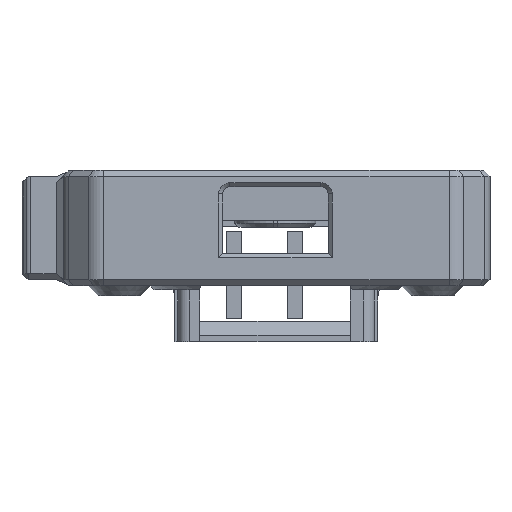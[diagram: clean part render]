
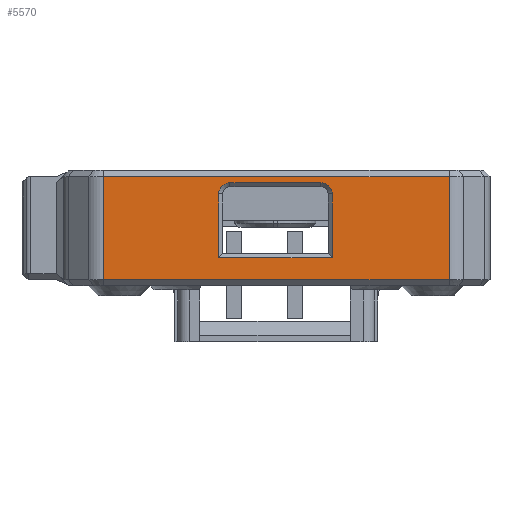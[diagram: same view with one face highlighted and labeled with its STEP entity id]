
A CAD part, left-side view. The second image highlights one B-rep face of the part: STEP entity #5570.
In plain terms, the highlighted planar face has unit normal (-1, 0, 0).
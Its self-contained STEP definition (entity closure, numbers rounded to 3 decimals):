
#64=FACE_BOUND('',#1877,.T.);
#153=B_SPLINE_CURVE_WITH_KNOTS('',3,(#9233,#9234,#9235,#9236,#9237),
 .UNSPECIFIED.,.F.,.F.,(4,1,4),(0.,0.048,0.111),
 .UNSPECIFIED.);
#155=B_SPLINE_CURVE_WITH_KNOTS('',3,(#9273,#9274,#9275,#9276,#9277),
 .UNSPECIFIED.,.F.,.F.,(4,1,4),(0.,0.064,0.111),
 .UNSPECIFIED.);
#480=LINE('',#9195,#1059);
#485=LINE('',#9203,#1064);
#488=LINE('',#9242,#1067);
#491=LINE('',#9279,#1070);
#496=LINE('',#9308,#1075);
#497=LINE('',#9310,#1076);
#498=LINE('',#9312,#1077);
#499=LINE('',#9313,#1078);
#1059=VECTOR('',#6966,10.);
#1064=VECTOR('',#6973,10.);
#1067=VECTOR('',#6978,10.);
#1070=VECTOR('',#6983,10.);
#1075=VECTOR('',#6992,10.);
#1076=VECTOR('',#6993,10.);
#1077=VECTOR('',#6994,10.);
#1078=VECTOR('',#6995,10.);
#1533=FACE_OUTER_BOUND('',#1876,.T.);
#1876=EDGE_LOOP('',(#4332,#4333,#4334,#4335));
#1877=EDGE_LOOP('',(#4336,#4337,#4338,#4339,#4340,#4341));
#2532=VERTEX_POINT('',#9193);
#2533=VERTEX_POINT('',#9194);
#2535=VERTEX_POINT('',#9201);
#2537=VERTEX_POINT('',#9231);
#2539=VERTEX_POINT('',#9240);
#2541=VERTEX_POINT('',#9271);
#2544=VERTEX_POINT('',#9306);
#2545=VERTEX_POINT('',#9307);
#2546=VERTEX_POINT('',#9309);
#2547=VERTEX_POINT('',#9311);
#3174=EDGE_CURVE('',#2532,#2533,#480,.T.);
#3179=EDGE_CURVE('',#2535,#2532,#485,.T.);
#3182=EDGE_CURVE('',#2537,#2535,#153,.T.);
#3184=EDGE_CURVE('',#2539,#2537,#488,.T.);
#3188=EDGE_CURVE('',#2541,#2539,#155,.T.);
#3189=EDGE_CURVE('',#2533,#2541,#491,.T.);
#3195=EDGE_CURVE('',#2544,#2545,#496,.T.);
#3196=EDGE_CURVE('',#2544,#2546,#497,.T.);
#3197=EDGE_CURVE('',#2547,#2546,#498,.T.);
#3198=EDGE_CURVE('',#2545,#2547,#499,.T.);
#4332=ORIENTED_EDGE('',*,*,#3195,.F.);
#4333=ORIENTED_EDGE('',*,*,#3196,.T.);
#4334=ORIENTED_EDGE('',*,*,#3197,.F.);
#4335=ORIENTED_EDGE('',*,*,#3198,.F.);
#4336=ORIENTED_EDGE('',*,*,#3174,.F.);
#4337=ORIENTED_EDGE('',*,*,#3179,.F.);
#4338=ORIENTED_EDGE('',*,*,#3182,.F.);
#4339=ORIENTED_EDGE('',*,*,#3184,.F.);
#4340=ORIENTED_EDGE('',*,*,#3188,.F.);
#4341=ORIENTED_EDGE('',*,*,#3189,.F.);
#5299=PLANE('',#5986);
#5570=ADVANCED_FACE('',(#1533,#64),#5299,.T.);
#5986=AXIS2_PLACEMENT_3D('',#9305,#6990,#6991);
#6966=DIRECTION('',(0.,-1.,0.));
#6973=DIRECTION('',(0.,0.,-1.));
#6978=DIRECTION('',(0.,1.,0.));
#6983=DIRECTION('',(0.,0.,1.));
#6990=DIRECTION('center_axis',(-1.,0.,0.));
#6991=DIRECTION('ref_axis',(0.,1.,0.));
#6992=DIRECTION('',(0.,-1.,0.));
#6993=DIRECTION('',(0.,0.,-1.));
#6994=DIRECTION('',(0.,1.,0.));
#6995=DIRECTION('',(0.,0.,-1.));
#9193=CARTESIAN_POINT('',(2.405,32.568,15.523));
#9194=CARTESIAN_POINT('',(2.405,21.368,15.523));
#9195=CARTESIAN_POINT('',(2.405,15.587,15.523));
#9201=CARTESIAN_POINT('',(2.405,32.568,21.816));
#9203=CARTESIAN_POINT('',(2.405,32.568,23.325));
#9231=CARTESIAN_POINT('',(2.405,31.461,22.923));
#9233=CARTESIAN_POINT('Ctrl Pts',(2.405,31.461,22.923));
#9234=CARTESIAN_POINT('Ctrl Pts',(2.405,31.71,22.923));
#9235=CARTESIAN_POINT('Ctrl Pts',(2.405,32.289,22.72));
#9236=CARTESIAN_POINT('Ctrl Pts',(2.405,32.568,22.148));
#9237=CARTESIAN_POINT('Ctrl Pts',(2.405,32.568,21.816));
#9240=CARTESIAN_POINT('',(2.405,22.475,22.923));
#9242=CARTESIAN_POINT('',(2.405,15.787,22.923));
#9271=CARTESIAN_POINT('',(2.405,21.368,21.816));
#9273=CARTESIAN_POINT('Ctrl Pts',(2.405,21.368,21.816));
#9274=CARTESIAN_POINT('Ctrl Pts',(2.405,21.368,22.148));
#9275=CARTESIAN_POINT('Ctrl Pts',(2.405,21.647,22.72));
#9276=CARTESIAN_POINT('Ctrl Pts',(2.405,22.226,22.923));
#9277=CARTESIAN_POINT('Ctrl Pts',(2.405,22.475,22.923));
#9279=CARTESIAN_POINT('',(2.405,21.368,20.025));
#9305=CARTESIAN_POINT('Origin',(2.405,9.806,24.128));
#9306=CARTESIAN_POINT('',(2.405,43.971,23.528));
#9307=CARTESIAN_POINT('',(2.405,9.806,23.528));
#9308=CARTESIAN_POINT('',(2.405,18.347,23.528));
#9309=CARTESIAN_POINT('',(2.405,43.971,13.338));
#9310=CARTESIAN_POINT('',(2.405,43.971,24.128));
#9311=CARTESIAN_POINT('',(2.405,9.806,13.338));
#9312=CARTESIAN_POINT('',(2.405,18.347,13.338));
#9313=CARTESIAN_POINT('',(2.405,9.806,24.128));
